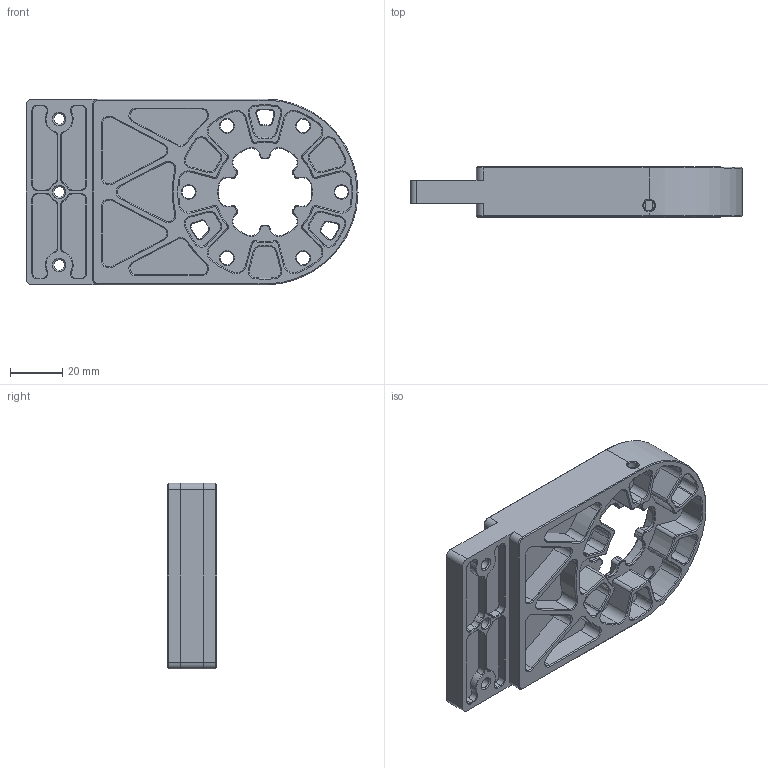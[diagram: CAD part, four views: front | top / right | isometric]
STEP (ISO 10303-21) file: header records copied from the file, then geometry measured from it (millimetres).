
FILE_DESCRIPTION(/* description */ (''),/* implementation_level */ '2;1');
FILE_NAME(/* name */ 'C1 Final.step',/* time_stamp */ '2025-09-09T14:43:28-04:00',/* author */ (''),/* organization */ (''),/* preprocessor_version */ 'ST-DEVELOPER v20.1',/* originating_system */ 'Autodesk Translation Framework v14.10.0.0',/* authorisation */ '');
FILE_SCHEMA (('AUTOMOTIVE_DESIGN { 1 0 10303 214 3 1 1 }'));
Length unit declared in the file: inch
Products named in the file (2): C1 W10-32 Holes; Component1
Assembly tree (1 placements, depth 2):
  C1 W10-32 Holes
    Component1
Bounding box: 127 x 19.05 x 71.12 mm (x, y, z)
Volume: 57891.2 mm3; surface area: 39271.6 mm2
Topology: 1 solids, 1 shells, 925 faces, 2225 edges, 1338 vertices
Faces by surface type: cone 336, cylinder 322, plane 266, bspline 1
Full cylindrical faces by diameter (mm): 4.064 x4, 5.105 x6, 9.525 x6, 45.72 x1
Entity records: 27018 total; most frequent: DIRECTION 5079, CARTESIAN_POINT 4666, ORIENTED_EDGE 4450, EDGE_CURVE 2225, AXIS2_PLACEMENT_3D 1930, VERTEX_POINT 1338, LINE 1219, VECTOR 1219
